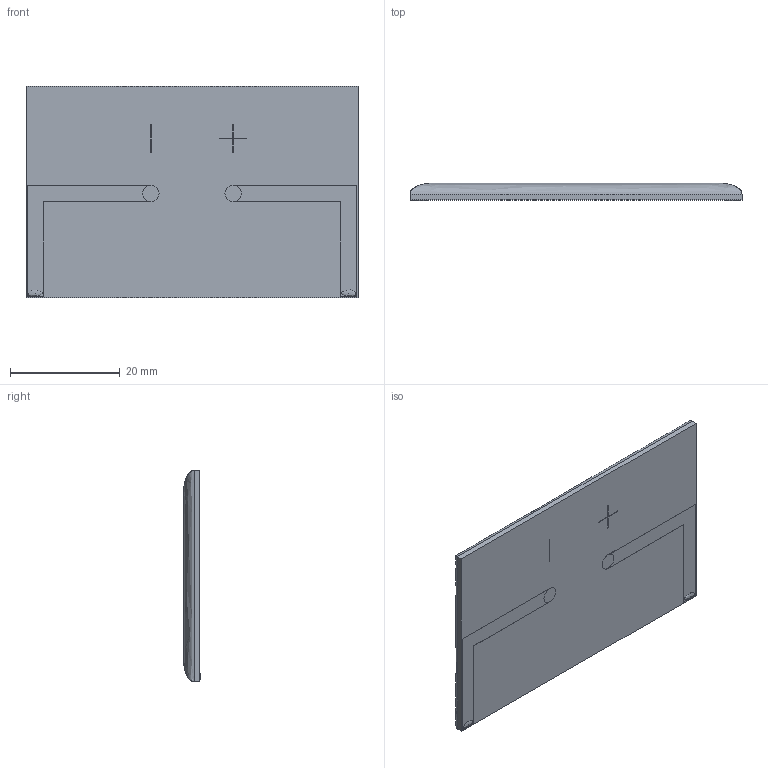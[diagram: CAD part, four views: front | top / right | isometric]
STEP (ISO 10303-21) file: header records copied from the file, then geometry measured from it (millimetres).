
FILE_DESCRIPTION(/* description */ ('STEP AP242','CAx-IF Rec.Pracs.---Representation and Presentation of Product Manufacturing Information (PMI)---4.0---2014-10-13','CAx-IF Rec.Pracs.---3D Tessellated Geometry---0.4---2014-09-14','2;1'),/* implementation_level */ '2;1');
FILE_NAME(/* name */ '67732b5ed543267dacab090d',/* time_stamp */ '2024-12-30T23:23:11Z',/* author */ (''),/* organization */ (''),/* preprocessor_version */ 'ST-DEVELOPER v20',/* originating_system */ 'ONSHAPE BY PTC INC, 1.191',/* authorisation */ ' ');
FILE_SCHEMA (('AP242_MANAGED_MODEL_BASED_3D_ENGINEERING_MIM_LF { 1 0 10303 442 1 1 4 }'));
Length unit declared in the file: metre
Products named in the file (1): Part 1
Bounding box: 60.5 x 3.12 x 38.5 mm (x, y, z)
Volume: 6663.4 mm3; surface area: 5025.4 mm2
Topology: 1 solids, 1 shells, 135 faces, 326 edges, 214 vertices
Faces by surface type: plane 123, bspline 8, cylinder 4
Entity records: 4916 total; most frequent: CARTESIAN_POINT 952, ORIENTED_EDGE 640, DIRECTION 568, EDGE_CURVE 320, LINE 296, VECTOR 296, VERTEX_POINT 214, FACE_BOUND 162
